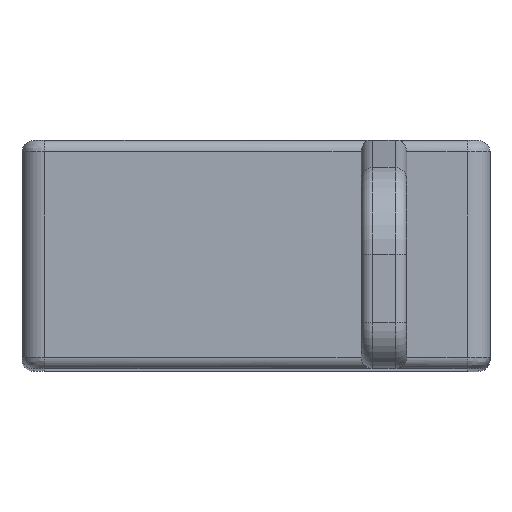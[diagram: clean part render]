
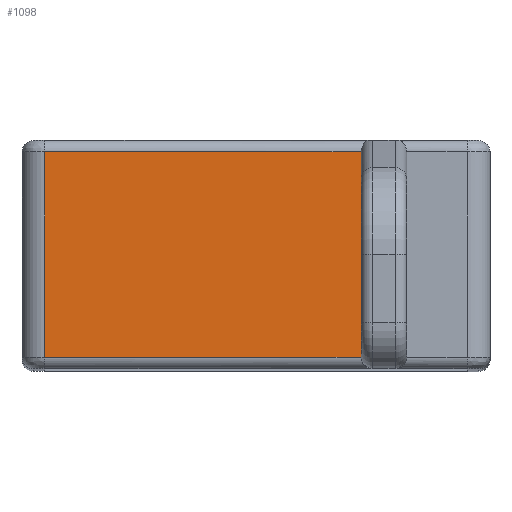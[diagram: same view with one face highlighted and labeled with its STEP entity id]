
A CAD part, top view. The second image highlights one B-rep face of the part: STEP entity #1098.
In plain terms, the highlighted planar face has unit normal (0, 0, 1).
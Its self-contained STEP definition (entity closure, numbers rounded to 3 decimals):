
#29=PLANE('',#1222);
#47=ELLIPSE('',#1223,0.511,0.5);
#84=LINE('',#1920,#165);
#85=LINE('',#1923,#166);
#86=LINE('',#1925,#167);
#87=LINE('',#1927,#168);
#165=VECTOR('',#1450,10.);
#166=VECTOR('',#1453,10.);
#167=VECTOR('',#1454,10.);
#168=VECTOR('',#1455,10.);
#286=FACE_OUTER_BOUND('',#356,.T.);
#356=EDGE_LOOP('',(#841,#842,#843,#844,#845));
#512=VERTEX_POINT('',#1897);
#515=VERTEX_POINT('',#1904);
#516=VERTEX_POINT('',#1922);
#517=VERTEX_POINT('',#1924);
#518=VERTEX_POINT('',#1926);
#638=EDGE_CURVE('',#512,#515,#84,.T.);
#639=EDGE_CURVE('',#516,#512,#85,.T.);
#640=EDGE_CURVE('',#517,#516,#86,.T.);
#641=EDGE_CURVE('',#517,#518,#87,.T.);
#642=EDGE_CURVE('',#515,#518,#47,.F.);
#841=ORIENTED_EDGE('',*,*,#638,.F.);
#842=ORIENTED_EDGE('',*,*,#639,.F.);
#843=ORIENTED_EDGE('',*,*,#640,.F.);
#844=ORIENTED_EDGE('',*,*,#641,.T.);
#845=ORIENTED_EDGE('',*,*,#642,.F.);
#1098=ADVANCED_FACE('',(#286),#29,.T.);
#1222=AXIS2_PLACEMENT_3D('',#1921,#1451,#1452);
#1223=AXIS2_PLACEMENT_3D('',#1928,#1456,#1457);
#1450=DIRECTION('',(1.,0.,0.));
#1451=DIRECTION('center_axis',(0.,0.,1.));
#1452=DIRECTION('ref_axis',(1.,0.,0.));
#1453=DIRECTION('',(0.,1.,0.));
#1454=DIRECTION('',(-1.,0.,0.));
#1455=DIRECTION('',(0.,1.,0.));
#1456=DIRECTION('center_axis',(0.,0.,-1.));
#1457=DIRECTION('ref_axis',(0.,1.,0.));
#1897=CARTESIAN_POINT('',(-9.25,9.5,34.5));
#1904=CARTESIAN_POINT('',(4.6,9.5,34.5));
#1920=CARTESIAN_POINT('',(-5.125,9.5,34.5));
#1921=CARTESIAN_POINT('Origin',(-10.25,0.,34.5));
#1922=CARTESIAN_POINT('',(-9.25,0.5,34.5));
#1923=CARTESIAN_POINT('',(-9.25,0.,34.5));
#1924=CARTESIAN_POINT('',(4.6,0.5,34.5));
#1925=CARTESIAN_POINT('',(-5.125,0.5,34.5));
#1926=CARTESIAN_POINT('',(4.6,9.489,34.5));
#1927=CARTESIAN_POINT('',(4.6,2.5,34.5));
#1928=CARTESIAN_POINT('Origin',(5.1,9.489,34.5));
